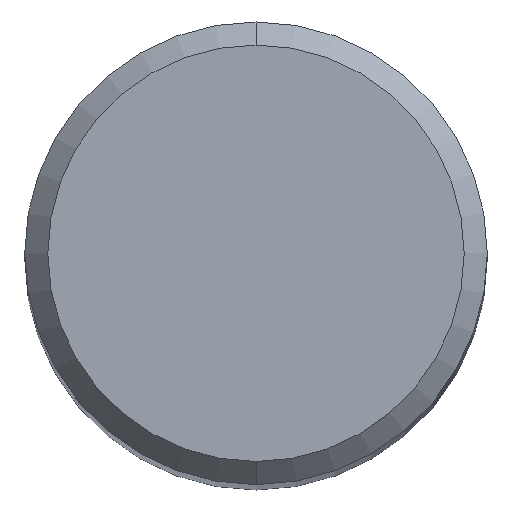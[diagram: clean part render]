
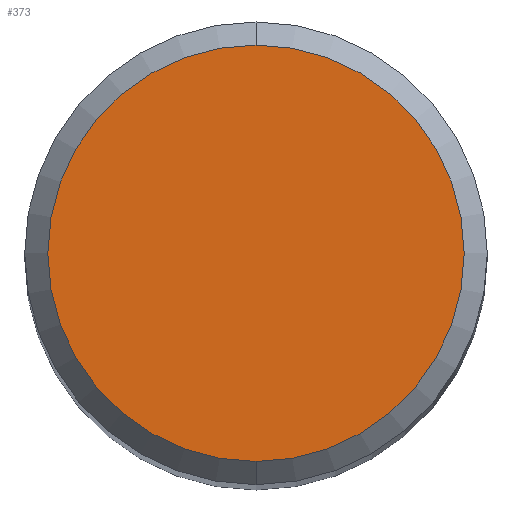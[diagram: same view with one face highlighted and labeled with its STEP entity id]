
A CAD part, top view. The second image highlights one B-rep face of the part: STEP entity #373.
In plain terms, the highlighted planar face has unit normal (0, 0, 1).
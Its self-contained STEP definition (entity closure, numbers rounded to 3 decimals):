
#195=EDGE_CURVE('',#375,#361,#489,.T.);
#275=EDGE_CURVE('',#361,#375,#575,.T.);
#361=VERTEX_POINT('',#668);
#373=ADVANCED_FACE('',(#681),#682,.T.);
#375=VERTEX_POINT('',#684);
#489=CIRCLE('',#818,3.6);
#575=CIRCLE('',#993,3.6);
#668=CARTESIAN_POINT('',(0.,-3.6,52.567));
#681=FACE_OUTER_BOUND('',#1273,.T.);
#682=PLANE('',#1274);
#684=CARTESIAN_POINT('',(0.0,3.6,52.567));
#818=AXIS2_PLACEMENT_3D('',#1440,#1441,#1442);
#993=AXIS2_PLACEMENT_3D('',#1522,#1523,#1524);
#1273=EDGE_LOOP('',(#1634,#1635));
#1274=AXIS2_PLACEMENT_3D('',#1636,#1637,#1638);
#1440=CARTESIAN_POINT('',(0.0,0.0,52.567));
#1441=DIRECTION('',(0.0,0.0,-1.0));
#1442=DIRECTION('',(0.0,1.0,0.0));
#1522=CARTESIAN_POINT('',(0.0,0.0,52.567));
#1523=DIRECTION('',(0.0,0.0,-1.0));
#1524=DIRECTION('',(0.0,1.0,0.0));
#1634=ORIENTED_EDGE('',*,*,#195,.F.);
#1635=ORIENTED_EDGE('',*,*,#275,.F.);
#1636=CARTESIAN_POINT('',(0.0,1.8,52.567));
#1637=DIRECTION('',(0.0,0.0,1.0));
#1638=DIRECTION('',(0.0,-1.0,0.0));
